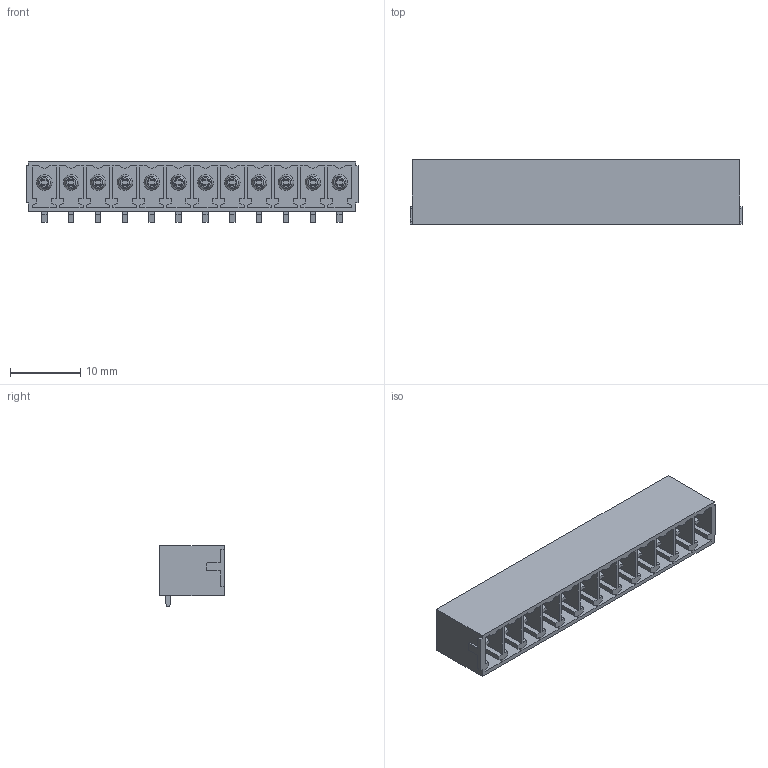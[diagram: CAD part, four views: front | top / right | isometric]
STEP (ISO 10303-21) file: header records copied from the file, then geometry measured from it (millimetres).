
FILE_DESCRIPTION(('CATIA V5 STEP Exchange','CAx-IF Rec.Pracs.--- Model Styling and Organization---1.2---2011-12-15'),'2;1');
FILE_NAME ('D1447386_0_1036940000_1036940000.stp','2018-10-16T13:05:49+00:00',('none'),('Weidmueller'),'CATIA Version 5-6 Release 2014','CATIA V5 STEP AP214','none');
FILE_SCHEMA(('AUTOMOTIVE_DESIGN { 1 0 10303 214 1 1 1 1 }'));
Length unit declared in the file: millimetre
Products named in the file (1): 1036940000
Bounding box: 47.11 x 9.2 x 8.6 mm (x, y, z)
Volume: 1285.1 mm3; surface area: 4358.2 mm2
Topology: 13 solids, 13 shells, 802 faces, 2256 edges, 1504 vertices
Faces by surface type: plane 722, cylinder 32, cone 24, torus 24
Entity records: 23015 total; most frequent: ORIENTED_EDGE 4512, CARTESIAN_POINT 4089, DIRECTION 2912, EDGE_CURVE 2256, VECTOR 2096, LINE 2096, VERTEX_POINT 1504, EDGE_LOOP 850
